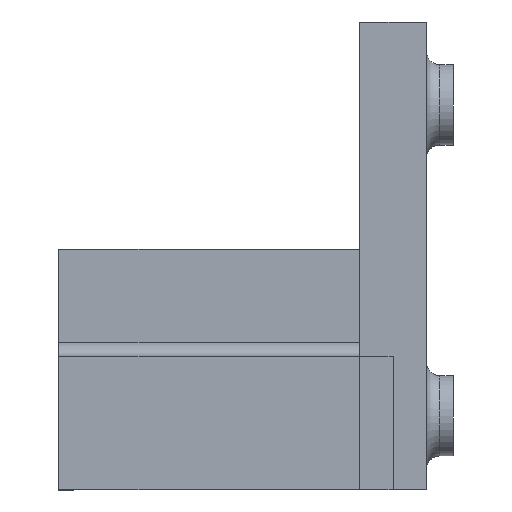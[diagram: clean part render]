
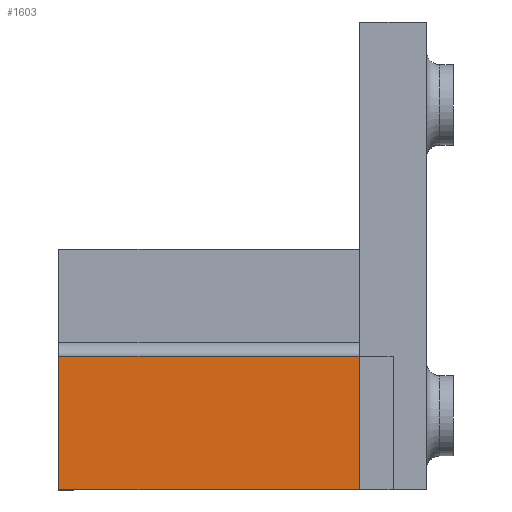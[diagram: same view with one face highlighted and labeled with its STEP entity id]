
A CAD part, front view. The second image highlights one B-rep face of the part: STEP entity #1603.
In plain terms, the highlighted planar face has unit normal (0, -1, 0).
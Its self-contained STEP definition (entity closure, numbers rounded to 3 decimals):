
#464 = VERTEX_POINT('',#465);
#465 = CARTESIAN_POINT('',(-2.5,-38.,10.));
#764 = VERTEX_POINT('',#765);
#765 = CARTESIAN_POINT('',(-2.5,-38.,0.));
#788 = EDGE_CURVE('',#764,#464,#789,.T.);
#789 = LINE('',#790,#791);
#790 = CARTESIAN_POINT('',(-2.5,-38.,0.));
#791 = VECTOR('',#792,1.);
#792 = DIRECTION('',(0.,0.,1.));
#1395 = VERTEX_POINT('',#1396);
#1396 = CARTESIAN_POINT('',(-25.,-38.,10.));
#1402 = EDGE_CURVE('',#464,#1395,#1403,.T.);
#1403 = LINE('',#1404,#1405);
#1404 = CARTESIAN_POINT('',(0.,-38.,10.));
#1405 = VECTOR('',#1406,1.);
#1406 = DIRECTION('',(-1.,0.,0.));
#1494 = EDGE_CURVE('',#764,#1495,#1497,.T.);
#1495 = VERTEX_POINT('',#1496);
#1496 = CARTESIAN_POINT('',(-25.,-38.,0.));
#1497 = LINE('',#1498,#1499);
#1498 = CARTESIAN_POINT('',(0.,-38.,0.)
  );
#1499 = VECTOR('',#1500,1.);
#1500 = DIRECTION('',(-1.,0.,0.));
#1603 = ADVANCED_FACE('',(#1604),#1615,.T.);
#1604 = FACE_BOUND('',#1605,.T.);
#1605 = EDGE_LOOP('',(#1606,#1607,#1608,#1614));
#1606 = ORIENTED_EDGE('',*,*,#788,.T.);
#1607 = ORIENTED_EDGE('',*,*,#1402,.T.);
#1608 = ORIENTED_EDGE('',*,*,#1609,.T.);
#1609 = EDGE_CURVE('',#1395,#1495,#1610,.T.);
#1610 = LINE('',#1611,#1612);
#1611 = CARTESIAN_POINT('',(-25.,-38.,10.));
#1612 = VECTOR('',#1613,1.);
#1613 = DIRECTION('',(0.,0.,-1.));
#1614 = ORIENTED_EDGE('',*,*,#1494,.F.);
#1615 = PLANE('',#1616);
#1616 = AXIS2_PLACEMENT_3D('',#1617,#1618,#1619);
#1617 = CARTESIAN_POINT('',(0.,-38.,10.));
#1618 = DIRECTION('',(0.,-1.,0.));
#1619 = DIRECTION('',(0.,0.,-1.));
